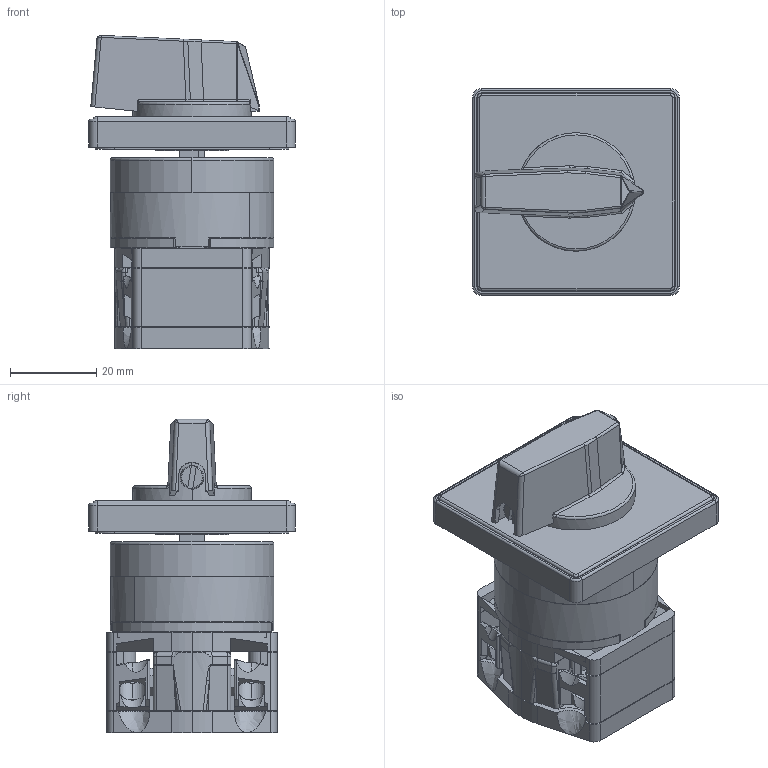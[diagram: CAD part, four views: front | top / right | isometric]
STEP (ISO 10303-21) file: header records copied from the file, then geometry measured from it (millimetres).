
FILE_DESCRIPTION (( 'STEP AP214' ), '1' );
FILE_NAME ('GF2054U.STEP', '2024-12-11T07:15:02', ( '' ), ( '' ), 'SwSTEP 2.0', 'SolidWorks 2019', '' );
FILE_SCHEMA (( 'AUTOMOTIVE_DESIGN' ));
Length unit declared in the file: millimetre
Products named in the file (26): 613496-CEONA PLOCA; MATICA M3 DIN555; 611067-POKL. RAZDJ. UREDAJA; B90029-PLOCA STRAZNJA; XXXXXX - PREDNJA PLOCA II UNIVERZALNA; 610355 - RUCICA KOMPLET; 601913 Tijelo poviseno s maticom; VIJAK 2,9x16 HRNM.B1.466 - KRIZNI; B90027 - ELEMENT SKLOPNI; 613493-RUCICA; 600121-GRANICNIK; GF2054U; PREDNJI SKLOP A0; 610304 - RAZDIJELNA ZVIJEZDA 6-KRAKA; 601913 TIJELO POVIŠENO-matice; 611066 - TLACILO RAZDJELNOG UREDJAJA; 600231- OSOVINA 6 - fedora; PODLOGA A0 BIJELA; 612567-VIJAK M3x16 MB1103 bez navoja; PREDNJI SKLOP SA OBICNOM RUCICOM; 602773 - BRTVA SA SIROM RUPOM; B90028-POKLOPAC SKLOPNOG ELEMENTA; MATICA M4 DIN555; 613428 - PERO TLACNO - MONTIRANO; 611895 - SPOJKA 1 ELEM; 600288-KUTIJA RAZ. UREDAJA
Assembly tree (29 placements, depth 4):
  GF2054U
    B90028-POKLOPAC SKLOPNOG ELEMENTA
    B90029-PLOCA STRAZNJA
    611895 - SPOJKA 1 ELEM  x2
    PREDNJI SKLOP A0
      600288-KUTIJA RAZ. UREDAJA
      611067-POKL. RAZDJ. UREDAJA
      610304 - RAZDIJELNA ZVIJEZDA 6-KRAKA
      611066 - TLACILO RAZDJELNOG UREDJAJA  x2
      600121-GRANICNIK
      613428 - PERO TLACNO - MONTIRANO  x2
    PREDNJI SKLOP SA OBICNOM RUCICOM
      XXXXXX - PREDNJA PLOCA II UNIVERZALNA
      PODLOGA A0 BIJELA
      613496-CEONA PLOCA
      610355 - RUCICA KOMPLET
        612567-VIJAK M3x16 MB1103 bez navoja
        MATICA M3 DIN555
        613493-RUCICA
    B90027 - ELEMENT SKLOPNI
    VIJAK 2,9x16 HRNM.B1.466 - KRIZNI
    600231- OSOVINA 6 - fedora
    601913 Tijelo poviseno s maticom
      601913 TIJELO POVIŠENO-matice
      MATICA M4 DIN555  x2
    602773 - BRTVA SA SIROM RUPOM
Bounding box: 48 x 48 x 72.75 mm (x, y, z)
Volume: 46226 mm3; surface area: 61127.1 mm2
Topology: 25 solids, 25 shells, 2687 faces, 7100 edges, 4559 vertices
Faces by surface type: plane 1445, cylinder 931, cone 157, torus 84, bspline 56, sphere 14
Entity records: 87293 total; most frequent: CARTESIAN_POINT 21109, ORIENTED_EDGE 13690, DIRECTION 13493, EDGE_CURVE 6845, AXIS2_PLACEMENT_3D 4637, VERTEX_POINT 4413, VECTOR 4219, LINE 4219
